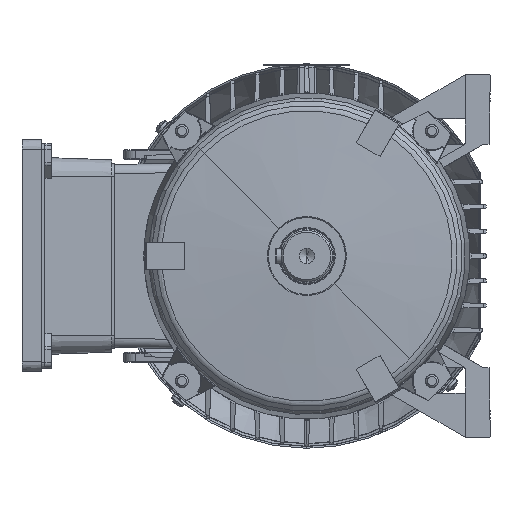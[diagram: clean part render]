
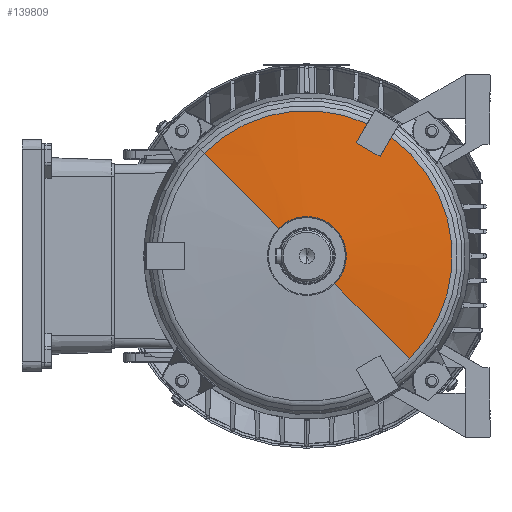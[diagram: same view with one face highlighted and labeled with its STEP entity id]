
A CAD part, left-side view. The second image highlights one B-rep face of the part: STEP entity #139809.
In plain terms, the highlighted conical face has half-angle 85.595 degrees and reference radius 21 mm.
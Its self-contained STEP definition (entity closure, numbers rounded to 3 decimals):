
#516 = CARTESIAN_POINT ( 'NONE',  ( -4.495, 78.251, 13.203 ) ) ;
#2495 = DIRECTION ( 'NONE',  ( 1., 0., 0. ) ) ;
#2895 = VERTEX_POINT ( 'NONE', #22729 ) ;
#4120 = CARTESIAN_POINT ( 'NONE',  ( -0.043, 0., 0. ) ) ;
#7409 = FACE_OUTER_BOUND ( 'NONE', #20373, .T. ) ;
#7453 = CARTESIAN_POINT ( 'NONE',  ( 0., 0., -21. ) ) ;
#8086 = CARTESIAN_POINT ( 'NONE',  ( -3.575, 66.658, 10.096 ) ) ;
#9405 = ORIENTED_EDGE ( 'NONE', *, *, #152593, .T. ) ;
#10135 = EDGE_CURVE ( 'NONE', #54618, #146722, #69997, .T. ) ;
#11497 = CARTESIAN_POINT ( 'NONE',  ( -3.575, 62.776, 24.585 ) ) ;
#13023 = EDGE_CURVE ( 'NONE', #136756, #156085, #58067, .T. ) ;
#14230 = LINE ( 'NONE', #92369, #41134 ) ;
#15017 = CARTESIAN_POINT ( 'NONE',  ( -4.495, 74.369, 27.692 ) ) ;
#16224 = CARTESIAN_POINT ( 'NONE',  ( -4.495, 0., 0. ) ) ;
#16675 = CARTESIAN_POINT ( 'NONE',  ( -4.188, 70.504, 26.656 ) ) ;
#20373 = EDGE_LOOP ( 'NONE', ( #161598, #166549, #43964, #168922, #9405, #150530, #146084, #77866 ) ) ;
#22047 = CARTESIAN_POINT ( 'NONE',  ( 0., 0., 0. ) ) ;
#22729 = CARTESIAN_POINT ( 'NONE',  ( -3.575, 62.776, 24.585 ) ) ;
#24420 = CARTESIAN_POINT ( 'NONE',  ( -3.533, 65.364, 14.926 ) ) ;
#33387 = AXIS2_PLACEMENT_3D ( 'NONE', #16224, #2495, #136214 ) ;
#33994 = DIRECTION ( 'NONE',  ( -1., 0., 0. ) ) ;
#39915 = AXIS2_PLACEMENT_3D ( 'NONE', #4120, #83940, #107892 ) ;
#41134 = VECTOR ( 'NONE', #81988, 1000. ) ;
#41794 = CARTESIAN_POINT ( 'NONE',  ( -3.575, 66.658, 10.096 ) ) ;
#42072 = VECTOR ( 'NONE', #149840, 1000. ) ;
#42652 = EDGE_CURVE ( 'NONE', #80136, #58897, #14230, .T. ) ;
#43231 = CIRCLE ( 'NONE', #119955, 79.357 ) ;
#43964 = ORIENTED_EDGE ( 'NONE', *, *, #103322, .T. ) ;
#47768 = DIRECTION ( 'NONE',  ( 0., 0., 1. ) ) ;
#51348 = CARTESIAN_POINT ( 'NONE',  ( -4.495, 0., 0. ) ) ;
#54618 = VERTEX_POINT ( 'NONE', #516 ) ;
#55115 = CARTESIAN_POINT ( 'NONE',  ( -0.043, 0., -21.553 ) ) ;
#58067 = LINE ( 'NONE', #7453, #42072 ) ;
#58897 = VERTEX_POINT ( 'NONE', #59947 ) ;
#59947 = CARTESIAN_POINT ( 'NONE',  ( -4.495, 0., 79.357 ) ) ;
#62381 = VERTEX_POINT ( 'NONE', #121830 ) ;
#63501 = EDGE_CURVE ( 'NONE', #2895, #62381, #80984, .T. ) ;
#65876 = DIRECTION ( 'NONE',  ( 0., 0., -1. ) ) ;
#69008 = CIRCLE ( 'NONE', #33387, 79.357 ) ;
#69997 = B_SPLINE_CURVE_WITH_KNOTS ( 'NONE', 3,
 ( #116109, #168476, #140212, #152236 ),
 .UNSPECIFIED., .F., .F.,
 ( 4, 4 ),
 ( 0., 0.012 ),
 .UNSPECIFIED. ) ;
#73404 = CONICAL_SURFACE ( 'NONE', #160942, 21., 1.494 ) ;
#77866 = ORIENTED_EDGE ( 'NONE', *, *, #42652, .F. ) ;
#79198 = EDGE_CURVE ( 'NONE', #80136, #136756, #141252, .T. ) ;
#80136 = VERTEX_POINT ( 'NONE', #137888 ) ;
#80984 = B_SPLINE_CURVE_WITH_KNOTS ( 'NONE', 3,
 ( #94763, #122930, #16675, #15017 ),
 .UNSPECIFIED., .F., .F.,
 ( 4, 4 ),
 ( 0., 0.012 ),
 .UNSPECIFIED. ) ;
#81988 = DIRECTION ( 'NONE',  ( -0.077, 0., 0.997 ) ) ;
#82043 = B_SPLINE_CURVE_WITH_KNOTS ( 'NONE', 3,
 ( #8086, #24420, #166725, #11497 ),
 .UNSPECIFIED., .F., .F.,
 ( 4, 4 ),
 ( 0., 0.015 ),
 .UNSPECIFIED. ) ;
#83940 = DIRECTION ( 'NONE',  ( -1., 0., 0. ) ) ;
#92369 = CARTESIAN_POINT ( 'NONE',  ( 0., 0., 21. ) ) ;
#94763 = CARTESIAN_POINT ( 'NONE',  ( -3.575, 62.776, 24.585 ) ) ;
#103322 = EDGE_CURVE ( 'NONE', #156085, #54618, #69008, .T. ) ;
#107892 = DIRECTION ( 'NONE',  ( 0., 0., -1. ) ) ;
#109425 = CARTESIAN_POINT ( 'NONE',  ( -4.495, 0., -79.357 ) ) ;
#110360 = EDGE_CURVE ( 'NONE', #62381, #58897, #43231, .T. ) ;
#116109 = CARTESIAN_POINT ( 'NONE',  ( -4.495, 78.251, 13.203 ) ) ;
#119955 = AXIS2_PLACEMENT_3D ( 'NONE', #51348, #143050, #65876 ) ;
#121830 = CARTESIAN_POINT ( 'NONE',  ( -4.495, 74.369, 27.692 ) ) ;
#122930 = CARTESIAN_POINT ( 'NONE',  ( -3.882, 66.64, 25.621 ) ) ;
#136214 = DIRECTION ( 'NONE',  ( 0., 0., -1. ) ) ;
#136756 = VERTEX_POINT ( 'NONE', #55115 ) ;
#137888 = CARTESIAN_POINT ( 'NONE',  ( -0.043, 0., 21.553 ) ) ;
#139809 = ADVANCED_FACE ( 'NONE', ( #7409 ), #73404, .T. ) ;
#140212 = CARTESIAN_POINT ( 'NONE',  ( -3.882, 70.522, 11.132 ) ) ;
#141252 = CIRCLE ( 'NONE', #39915, 21.553 ) ;
#143050 = DIRECTION ( 'NONE',  ( 1., 0., 0. ) ) ;
#146084 = ORIENTED_EDGE ( 'NONE', *, *, #110360, .T. ) ;
#146722 = VERTEX_POINT ( 'NONE', #41794 ) ;
#149840 = DIRECTION ( 'NONE',  ( -0.077, 0., -0.997 ) ) ;
#150530 = ORIENTED_EDGE ( 'NONE', *, *, #63501, .T. ) ;
#152236 = CARTESIAN_POINT ( 'NONE',  ( -3.575, 66.658, 10.096 ) ) ;
#152593 = EDGE_CURVE ( 'NONE', #146722, #2895, #82043, .T. ) ;
#156085 = VERTEX_POINT ( 'NONE', #109425 ) ;
#160942 = AXIS2_PLACEMENT_3D ( 'NONE', #22047, #33994, #47768 ) ;
#161598 = ORIENTED_EDGE ( 'NONE', *, *, #79198, .T. ) ;
#166549 = ORIENTED_EDGE ( 'NONE', *, *, #13023, .T. ) ;
#166725 = CARTESIAN_POINT ( 'NONE',  ( -3.533, 64.07, 19.756 ) ) ;
#168476 = CARTESIAN_POINT ( 'NONE',  ( -4.188, 74.387, 12.167 ) ) ;
#168922 = ORIENTED_EDGE ( 'NONE', *, *, #10135, .T. ) ;
